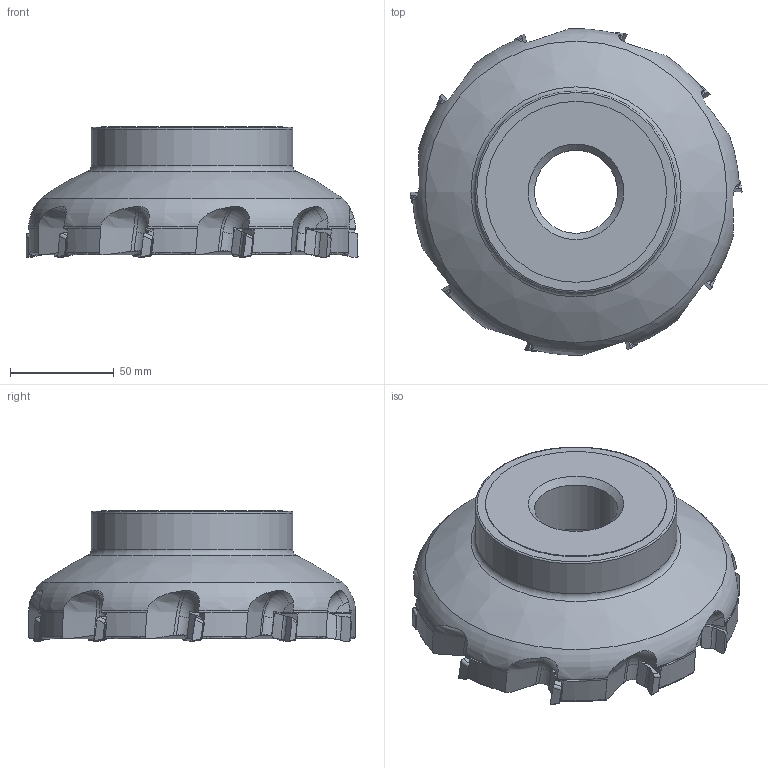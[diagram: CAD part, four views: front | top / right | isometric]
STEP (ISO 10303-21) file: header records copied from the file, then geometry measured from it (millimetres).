
FILE_DESCRIPTION(/* description */ (''),/* implementation_level */ '2;1');
FILE_NAME(/* name */ 'toolassembly_1.stp',/* time_stamp */ '2019-10-02T13:39:25+02:00',/* author */ (''),/* organization */ ('SMS'),/* preprocessor_version */ 'ST-DEVELOPER v16.7',/* originating_system */ 'SIEMENS PLM Software NX 12.0',/* authorisation */ '');
FILE_SCHEMA (('AUTOMOTIVE_DESIGN { 1 0 10303 214 3 1 1 1 }'));
Length unit declared in the file: millimetre
Products named in the file (4): CUT_20191002133846; NOCUT_20191002133820; ASSEMBLY_CONSTRUCTION; TOOLASSEMBLY_1
Assembly tree (12 placements, depth 2):
  TOOLASSEMBLY_1
    ASSEMBLY_CONSTRUCTION
    NOCUT_20191002133820
    CUT_20191002133846  x10
Bounding box: 160.01 x 157.34 x 63 mm (x, y, z)
Volume: 612766.6 mm3; surface area: 67432.4 mm2
Topology: 11 solids, 11 shells, 409 faces, 1128 edges, 786 vertices
Faces by surface type: plane 214, cylinder 84, cone 65, torus 24, bspline 20, revolution 2
Full cylindrical faces by diameter (mm): 40.013 x1, 56 x1, 87.25 x1, 97.25 x1
Entity records: 8152 total; most frequent: CARTESIAN_POINT 3464, ORIENTED_EDGE 1008, DIRECTION 832, EDGE_CURVE 504, AXIS2_PLACEMENT_3D 356, VERTEX_POINT 342, B_SPLINE_CURVE_WITH_KNOTS 210, EDGE_LOOP 204
